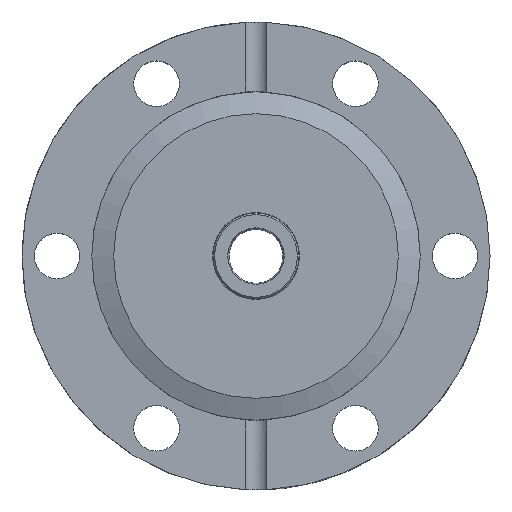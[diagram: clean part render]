
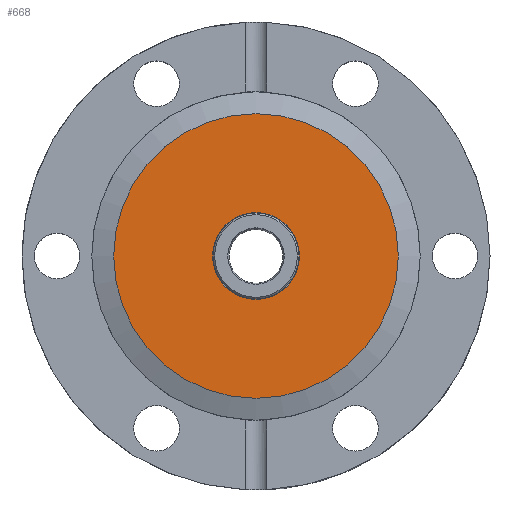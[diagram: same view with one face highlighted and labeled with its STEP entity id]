
A CAD part, top view. The second image highlights one B-rep face of the part: STEP entity #668.
In plain terms, the highlighted planar face has unit normal (0, 0, 1).
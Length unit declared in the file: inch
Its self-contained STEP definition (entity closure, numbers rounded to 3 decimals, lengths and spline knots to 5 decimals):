
#65=PLANE('',#849);
#85=FACE_BOUND('',#260,.T.);
#147=CIRCLE('',#847,0.2525);
#149=CIRCLE('',#850,0.827);
#202=FACE_OUTER_BOUND('',#259,.T.);
#259=EDGE_LOOP('',(#529));
#260=EDGE_LOOP('',(#530));
#389=VERTEX_POINT('',#1289);
#391=VERTEX_POINT('',#1294);
#455=EDGE_CURVE('',#389,#389,#147,.T.);
#457=EDGE_CURVE('',#391,#391,#149,.T.);
#529=ORIENTED_EDGE('',*,*,#457,.T.);
#530=ORIENTED_EDGE('',*,*,#455,.T.);
#668=ADVANCED_FACE('',(#202,#85),#65,.F.);
#847=AXIS2_PLACEMENT_3D('',#1290,#985,#986);
#849=AXIS2_PLACEMENT_3D('',#1293,#989,#990);
#850=AXIS2_PLACEMENT_3D('',#1295,#991,#992);
#985=DIRECTION('center_axis',(0.,0.,-1.));
#986=DIRECTION('ref_axis',(-1.,0.,0.));
#989=DIRECTION('center_axis',(0.,0.,-1.));
#990=DIRECTION('ref_axis',(-1.,0.,0.));
#991=DIRECTION('center_axis',(0.,0.,1.));
#992=DIRECTION('ref_axis',(0.,1.,0.));
#1289=CARTESIAN_POINT('',(0.2525,0.,0.454));
#1290=CARTESIAN_POINT('Origin',(0.,0.,0.454));
#1293=CARTESIAN_POINT('Origin',(0.,0.4135,0.454));
#1294=CARTESIAN_POINT('',(0.,0.827,0.454));
#1295=CARTESIAN_POINT('Origin',(0.,0.,0.454));
